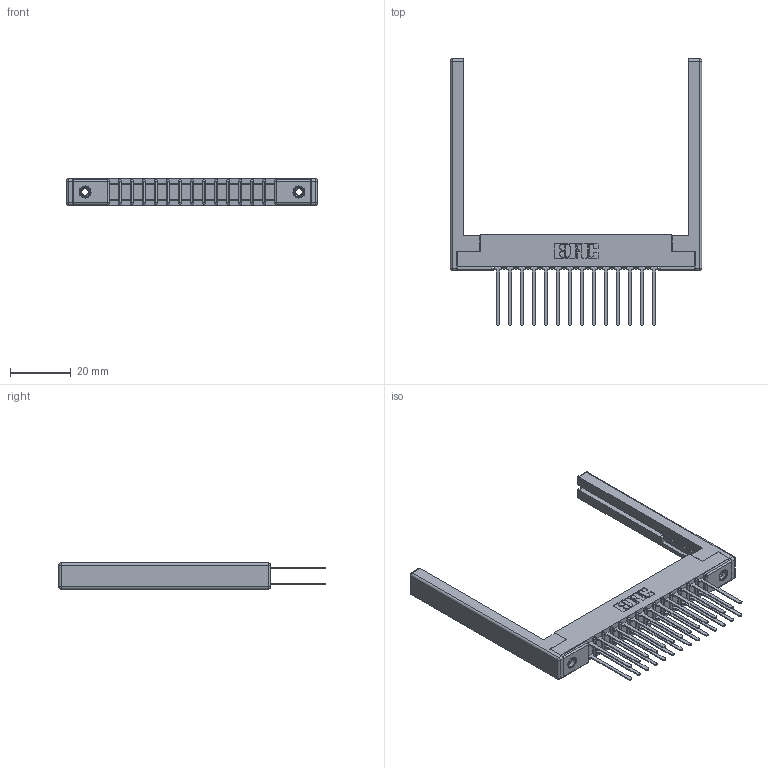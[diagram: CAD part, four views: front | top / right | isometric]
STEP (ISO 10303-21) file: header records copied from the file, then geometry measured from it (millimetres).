
FILE_DESCRIPTION (( 'STEP AP203' ), '1' );
FILE_NAME ('357-028-540-268.STEP', '2019-09-17T23:41:56', ( '' ), ( '' ), 'SwSTEP 2.0', 'SolidWorks 2016', '' );
FILE_SCHEMA (( 'CONFIG_CONTROL_DESIGN' ));
Length unit declared in the file: inch
Products named in the file (5): 307 Part_.156 Dia Mounting Holes; 357-028-540-268; 345-250-001_345-250-001-102; 307-220-068; 307-290-001_540
Assembly tree (33 placements, depth 2):
  357-028-540-268
    307 Part_.156 Dia Mounting Holes
    307-290-001_540  x28
    307-220-068  x2
    345-250-001_345-250-001-102  x2
Bounding box: 82.91 x 87.96 x 8.71 mm (x, y, z)
Volume: 10141.6 mm3; surface area: 14374.7 mm2
Topology: 33 solids, 33 shells, 1575 faces, 4353 edges, 2802 vertices
Faces by surface type: plane 1026, cylinder 495, sphere 38, cone 12, torus 4
Entity records: 18629 total; most frequent: CARTESIAN_POINT 3031, DIRECTION 2996, ORIENTED_EDGE 2992, EDGE_CURVE 1496, LINE 1134, VECTOR 1134, VERTEX_POINT 966, AXIS2_PLACEMENT_3D 931
